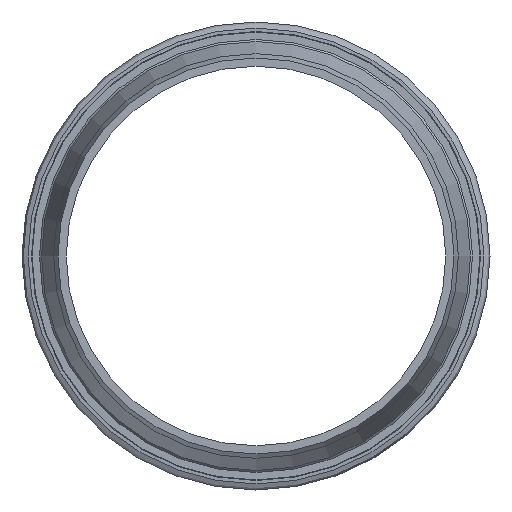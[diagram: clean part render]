
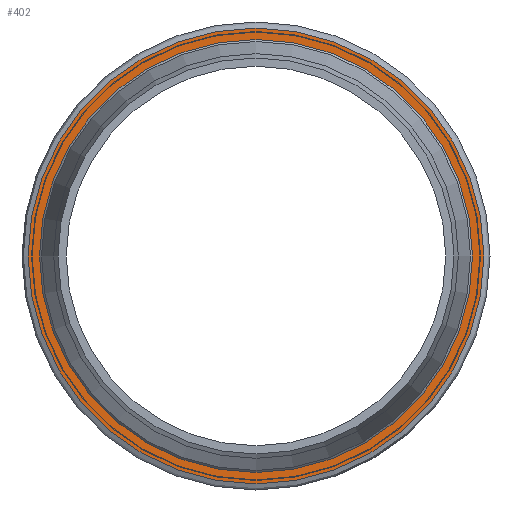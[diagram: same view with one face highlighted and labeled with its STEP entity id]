
A CAD part, front view. The second image highlights one B-rep face of the part: STEP entity #402.
In plain terms, the highlighted planar face has unit normal (0, -1, 0).
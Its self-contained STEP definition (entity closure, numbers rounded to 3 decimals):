
#33=PLANE('',#460);
#60=FACE_BOUND('',#152,.T.);
#97=FACE_OUTER_BOUND('',#151,.T.);
#151=EDGE_LOOP('',(#336));
#152=EDGE_LOOP('',(#337));
#209=CIRCLE('',#459,112.65);
#210=CIRCLE('',#461,107.);
#246=VERTEX_POINT('',#702);
#247=VERTEX_POINT('',#705);
#283=EDGE_CURVE('',#246,#246,#209,.T.);
#284=EDGE_CURVE('',#247,#247,#210,.T.);
#336=ORIENTED_EDGE('',*,*,#283,.T.);
#337=ORIENTED_EDGE('',*,*,#284,.F.);
#402=ADVANCED_FACE('',(#97,#60),#33,.T.);
#459=AXIS2_PLACEMENT_3D('',#703,#570,#571);
#460=AXIS2_PLACEMENT_3D('',#704,#572,#573);
#461=AXIS2_PLACEMENT_3D('',#706,#574,#575);
#570=DIRECTION('center_axis',(0.,-1.,0.));
#571=DIRECTION('ref_axis',(1.,0.,0.));
#572=DIRECTION('center_axis',(0.,-1.,0.));
#573=DIRECTION('ref_axis',(0.,0.,-1.));
#574=DIRECTION('center_axis',(0.,-1.,0.));
#575=DIRECTION('ref_axis',(1.,0.,0.));
#702=CARTESIAN_POINT('',(112.65,5055.3,0.));
#703=CARTESIAN_POINT('Origin',(0.,5055.3,0.));
#704=CARTESIAN_POINT('Origin',(107.,5055.3,0.));
#705=CARTESIAN_POINT('',(107.,5055.3,0.));
#706=CARTESIAN_POINT('Origin',(0.,5055.3,0.));
